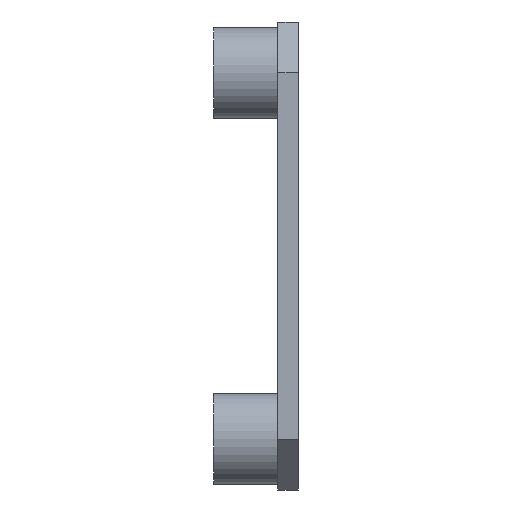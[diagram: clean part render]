
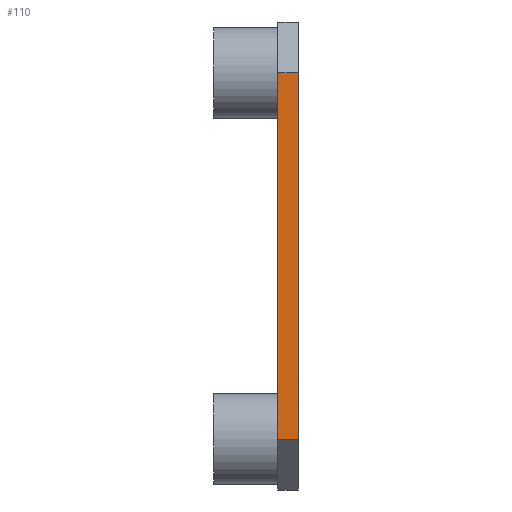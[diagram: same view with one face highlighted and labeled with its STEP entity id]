
A CAD part, left-side view. The second image highlights one B-rep face of the part: STEP entity #110.
In plain terms, the highlighted planar face has unit normal (-1, 0, 0).
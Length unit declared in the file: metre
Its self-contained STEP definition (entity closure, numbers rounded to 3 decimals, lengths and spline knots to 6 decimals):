
#110 = ADVANCED_FACE( '', ( #285 ), #286, .T. );
#285 = FACE_OUTER_BOUND( '', #554, .T. );
#286 = PLANE( '', #555 );
#554 = EDGE_LOOP( '', ( #865, #866, #867, #868 ) );
#555 = AXIS2_PLACEMENT_3D( '', #869, #870, #871 );
#865 = ORIENTED_EDGE( '', *, *, #1329, .F. );
#866 = ORIENTED_EDGE( '', *, *, #1346, .F. );
#867 = ORIENTED_EDGE( '', *, *, #1347, .T. );
#868 = ORIENTED_EDGE( '', *, *, #1348, .T. );
#869 = CARTESIAN_POINT( '', ( -0.070173, -0.0151, -0.001939 ) );
#870 = DIRECTION( '', ( -1., 0., 0. ) );
#871 = DIRECTION( '', ( 0., 0., 1. ) );
#1329 = EDGE_CURVE( '', #1548, #1550, #1551, .T. );
#1346 = EDGE_CURVE( '', #1579, #1548, #1580, .T. );
#1347 = EDGE_CURVE( '', #1579, #1581, #1582, .T. );
#1348 = EDGE_CURVE( '', #1581, #1550, #1583, .T. );
#1548 = VERTEX_POINT( '', #1848 );
#1550 = VERTEX_POINT( '', #1851 );
#1551 = LINE( '', #1852, #1853 );
#1579 = VERTEX_POINT( '', #1896 );
#1580 = LINE( '', #1897, #1898 );
#1581 = VERTEX_POINT( '', #1899 );
#1582 = LINE( '', #1900, #1901 );
#1583 = LINE( '', #1902, #1903 );
#1848 = CARTESIAN_POINT( '', ( -0.070173, -0.0171, 0.016061 ) );
#1851 = CARTESIAN_POINT( '', ( -0.070173, -0.0171, -0.019939 ) );
#1852 = CARTESIAN_POINT( '', ( -0.070173, -0.0171, -0.001939 ) );
#1853 = VECTOR( '', #2178, 1. );
#1896 = CARTESIAN_POINT( '', ( -0.070173, -0.0151, 0.016061 ) );
#1897 = CARTESIAN_POINT( '', ( -0.070173, -0.0151, 0.016061 ) );
#1898 = VECTOR( '', #2194, 1. );
#1899 = CARTESIAN_POINT( '', ( -0.070173, -0.0151, -0.019939 ) );
#1900 = CARTESIAN_POINT( '', ( -0.070173, -0.0151, -0.001939 ) );
#1901 = VECTOR( '', #2195, 1. );
#1902 = CARTESIAN_POINT( '', ( -0.070173, -0.0151, -0.019939 ) );
#1903 = VECTOR( '', #2196, 1. );
#2178 = DIRECTION( '', ( 0., 0., -1. ) );
#2194 = DIRECTION( '', ( 0., -1., 0. ) );
#2195 = DIRECTION( '', ( 0., 0., -1. ) );
#2196 = DIRECTION( '', ( 0., -1., 0. ) );
